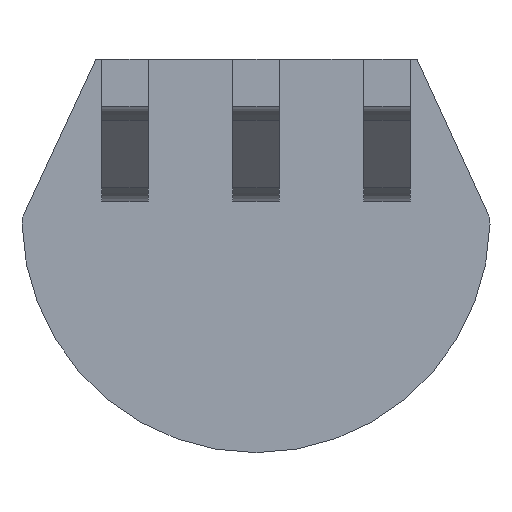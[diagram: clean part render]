
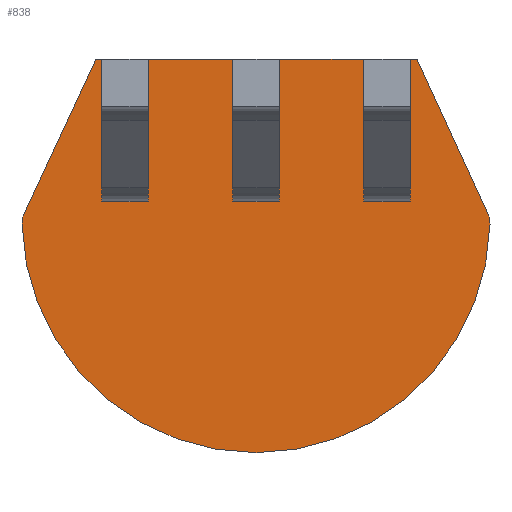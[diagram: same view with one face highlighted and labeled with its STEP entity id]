
A CAD part, front view. The second image highlights one B-rep face of the part: STEP entity #838.
In plain terms, the highlighted planar face has unit normal (0, -1, 0).
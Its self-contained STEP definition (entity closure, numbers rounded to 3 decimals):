
#9 = VERTEX_POINT ( 'NONE', #481 ) ;
#30 = ORIENTED_EDGE ( 'NONE', *, *, #398, .F. ) ;
#36 = DIRECTION ( 'NONE',  ( 1., 0., 0. ) ) ;
#42 = EDGE_CURVE ( 'NONE', #753, #727, #200, .T. ) ;
#46 = VECTOR ( 'NONE', #36, 1000. ) ;
#79 = DIRECTION ( 'NONE',  ( 0., 0., -1. ) ) ;
#87 = CARTESIAN_POINT ( 'NONE',  ( 0., 2., -4.2 ) ) ;
#96 = DIRECTION ( 'NONE',  ( 0., 1., 0. ) ) ;
#103 = VERTEX_POINT ( 'NONE', #134 ) ;
#108 = CARTESIAN_POINT ( 'NONE',  ( -2.249, 2., -1.754 ) ) ;
#112 = AXIS2_PLACEMENT_3D ( 'NONE', #108, #633, #746 ) ;
#116 = LINE ( 'NONE', #438, #46 ) ;
#130 = EDGE_CURVE ( 'NONE', #143, #527, #515, .T. ) ;
#134 = CARTESIAN_POINT ( 'NONE',  ( 2.499, 2., -1.759 ) ) ;
#136 = VERTEX_POINT ( 'NONE', #460 ) ;
#141 = ORIENTED_EDGE ( 'NONE', *, *, #42, .F. ) ;
#143 = VERTEX_POINT ( 'NONE', #290 ) ;
#147 = AXIS2_PLACEMENT_3D ( 'NONE', #281, #720, #79 ) ;
#171 = DIRECTION ( 'NONE',  ( 0., 0., 1. ) ) ;
#186 = DIRECTION ( 'NONE',  ( 0.417, 0., -0.909 ) ) ;
#200 = CIRCLE ( 'NONE', #691, 2.5 ) ;
#206 = ORIENTED_EDGE ( 'NONE', *, *, #380, .F. ) ;
#207 = ORIENTED_EDGE ( 'NONE', *, *, #783, .F. ) ;
#223 = DIRECTION ( 'NONE',  ( 0., 1., 0. ) ) ;
#247 = DIRECTION ( 'NONE',  ( 0., 1., 0. ) ) ;
#281 = CARTESIAN_POINT ( 'NONE',  ( 0., 2., -1.7 ) ) ;
#290 = CARTESIAN_POINT ( 'NONE',  ( 1.72, 2., 0. ) ) ;
#308 = EDGE_CURVE ( 'NONE', #727, #136, #664, .T. ) ;
#321 = ORIENTED_EDGE ( 'NONE', *, *, #130, .F. ) ;
#344 = CARTESIAN_POINT ( 'NONE',  ( 2.249, 2., -1.753 ) ) ;
#354 = EDGE_CURVE ( 'NONE', #527, #103, #487, .T. ) ;
#368 = ORIENTED_EDGE ( 'NONE', *, *, #308, .F. ) ;
#371 = CARTESIAN_POINT ( 'NONE',  ( 2.249, 2., -1.753 ) ) ;
#380 = EDGE_CURVE ( 'NONE', #136, #9, #406, .T. ) ;
#398 = EDGE_CURVE ( 'NONE', #9, #143, #116, .T. ) ;
#406 = LINE ( 'NONE', #681, #673 ) ;
#414 = AXIS2_PLACEMENT_3D ( 'NONE', #371, #247, #822 ) ;
#431 = EDGE_LOOP ( 'NONE', ( #206, #368, #141, #207, #472, #321, #30 ) ) ;
#435 = CARTESIAN_POINT ( 'NONE',  ( 1.72, 2., 0. ) ) ;
#438 = CARTESIAN_POINT ( 'NONE',  ( -1.71, 2., 0. ) ) ;
#460 = CARTESIAN_POINT ( 'NONE',  ( -2.476, 2., -1.649 ) ) ;
#468 = VECTOR ( 'NONE', #186, 1000. ) ;
#472 = ORIENTED_EDGE ( 'NONE', *, *, #354, .F. ) ;
#481 = CARTESIAN_POINT ( 'NONE',  ( -1.71, 2., 0. ) ) ;
#487 = CIRCLE ( 'NONE', #414, 0.25 ) ;
#515 = LINE ( 'NONE', #435, #468 ) ;
#527 = VERTEX_POINT ( 'NONE', #573 ) ;
#573 = CARTESIAN_POINT ( 'NONE',  ( 2.477, 2., -1.649 ) ) ;
#622 = CIRCLE ( 'NONE', #147, 2.5 ) ;
#633 = DIRECTION ( 'NONE',  ( 0., 1., 0. ) ) ;
#659 = PLANE ( 'NONE',  #682 ) ;
#664 = CIRCLE ( 'NONE', #112, 0.25 ) ;
#673 = VECTOR ( 'NONE', #750, 1000. ) ;
#681 = CARTESIAN_POINT ( 'NONE',  ( -2.476, 2., -1.649 ) ) ;
#682 = AXIS2_PLACEMENT_3D ( 'NONE', #344, #96, #171 ) ;
#684 = FACE_OUTER_BOUND ( 'NONE', #431, .T. ) ;
#691 = AXIS2_PLACEMENT_3D ( 'NONE', #710, #223, #827 ) ;
#710 = CARTESIAN_POINT ( 'NONE',  ( 0., 2., -1.7 ) ) ;
#720 = DIRECTION ( 'NONE',  ( 0., 1., 0. ) ) ;
#727 = VERTEX_POINT ( 'NONE', #799 ) ;
#746 = DIRECTION ( 'NONE',  ( 0., 0., 1. ) ) ;
#750 = DIRECTION ( 'NONE',  ( 0.421, 0., 0.907 ) ) ;
#753 = VERTEX_POINT ( 'NONE', #87 ) ;
#783 = EDGE_CURVE ( 'NONE', #103, #753, #622, .T. ) ;
#799 = CARTESIAN_POINT ( 'NONE',  ( -2.499, 2., -1.76 ) ) ;
#822 = DIRECTION ( 'NONE',  ( 0., 0., 1. ) ) ;
#827 = DIRECTION ( 'NONE',  ( 0., 0., -1. ) ) ;
#838 = ADVANCED_FACE ( 'NONE', ( #684 ), #659, .F. ) ;
